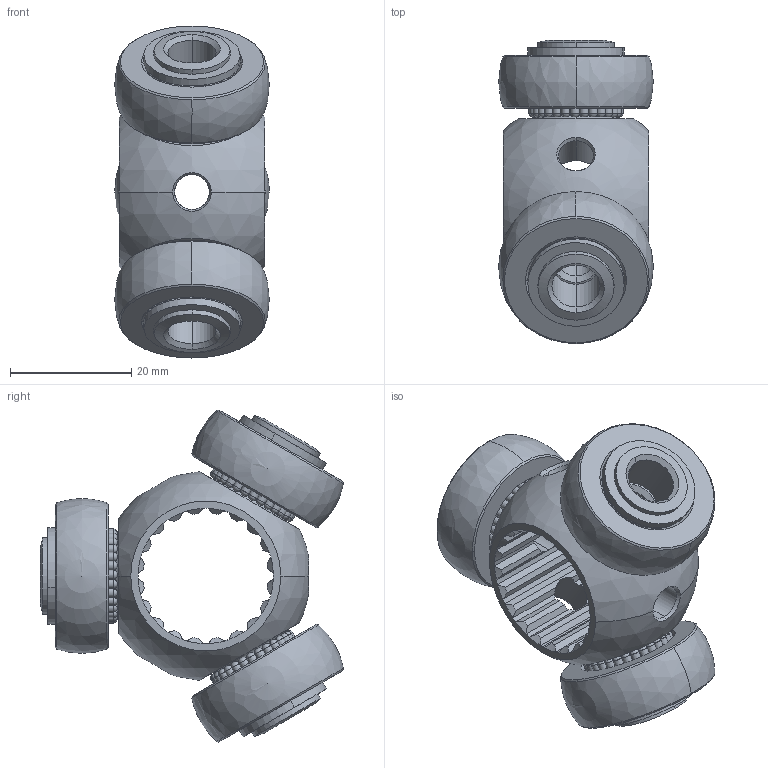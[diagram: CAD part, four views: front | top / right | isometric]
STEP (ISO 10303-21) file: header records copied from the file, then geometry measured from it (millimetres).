
FILE_DESCRIPTION (( 'STEP AP203' ), '1' );
FILE_NAME ('4672 TA.STEP', '2013-12-17T22:48:04', ( 'Dan''s Work CPU' ), ( '' ), 'SwSTEP 2.0', 'SolidWorks 2012', '' );
FILE_SCHEMA (( 'CONFIG_CONTROL_DESIGN' ));
Length unit declared in the file: inch
Products named in the file (5): 4672 TA; Tripod Retainer; needle; FSAE roller_2451; FSAE Tripod V2
Assembly tree (94 placements, depth 2):
  4672 TA
    FSAE Tripod V2
    FSAE roller_2451  x3
    needle  x87
    Tripod Retainer  x3
Bounding box: 25.48 x 49.92 x 54.7 mm (x, y, z)
Volume: 20773.7 mm3; surface area: 17177.2 mm2
Topology: 94 solids, 94 shells, 991 faces, 2028 edges, 1223 vertices
Faces by surface type: torus 354, cylinder 287, plane 256, cone 82, sphere 12
Entity records: 12042 total; most frequent: CARTESIAN_POINT 2149, DIRECTION 1543, ORIENTED_EDGE 1438, EDGE_CURVE 719, AXIS2_PLACEMENT_3D 636, VERTEX_POINT 470, EDGE_LOOP 287, CIRCLE 276
